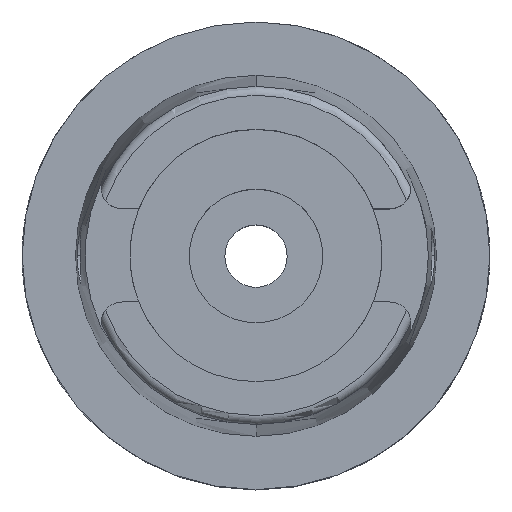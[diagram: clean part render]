
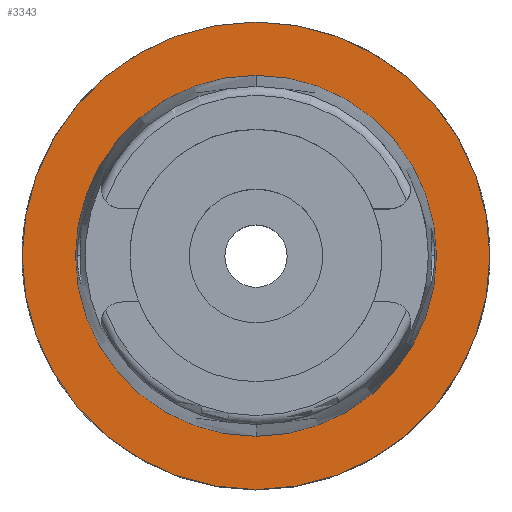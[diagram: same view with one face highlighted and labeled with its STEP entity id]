
A CAD part, top view. The second image highlights one B-rep face of the part: STEP entity #3343.
In plain terms, the highlighted planar face has unit normal (0, 0, 1).
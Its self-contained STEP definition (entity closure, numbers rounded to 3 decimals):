
#633=CARTESIAN_POINT('',(0.,0.,0.));
#634=DIRECTION('',(0.,0.,-1.));
#635=DIRECTION('',(0.,-1.,0.));
#636=AXIS2_PLACEMENT_3D('',#633,#634,#635);
#641=CARTESIAN_POINT('',(0.,0.,0.));
#642=DIRECTION('',(0.,0.,-1.));
#643=DIRECTION('',(0.,1.,0.));
#644=AXIS2_PLACEMENT_3D('',#641,#642,#643);
#649=CARTESIAN_POINT('',(0.,0.,0.));
#650=DIRECTION('',(0.,0.,1.));
#651=DIRECTION('',(0.,-1.,0.));
#652=AXIS2_PLACEMENT_3D('',#649,#650,#651);
#657=CARTESIAN_POINT('',(0.,0.,0.));
#658=DIRECTION('',(0.,0.,1.));
#659=DIRECTION('',(0.,1.,0.));
#660=AXIS2_PLACEMENT_3D('',#657,#658,#659);
#2659=CARTESIAN_POINT('',(0.,-24.315,0.));
#2660=VERTEX_POINT('',#2659);
#2661=CARTESIAN_POINT('',(0.,24.315,0.));
#2662=VERTEX_POINT('',#2661);
#2669=CARTESIAN_POINT('',(0.,-31.5,0.));
#2670=CARTESIAN_POINT('',(0.,31.5,0.));
#2671=VERTEX_POINT('',#2669);
#2672=VERTEX_POINT('',#2670);
#3328=CARTESIAN_POINT('',(0.,0.,0.));
#3329=DIRECTION('',(0.,0.,-1.));
#3330=DIRECTION('',(0.,-1.,0.));
#3331=AXIS2_PLACEMENT_3D('',#3328,#3329,#3330);
#3332=PLANE('',#3331);
#3334=ORIENTED_EDGE('',*,*,#3333,.T.);
#3336=ORIENTED_EDGE('',*,*,#3335,.T.);
#3337=EDGE_LOOP('',(#3334,#3336));
#3338=FACE_OUTER_BOUND('',#3337,.F.);
#3339=ORIENTED_EDGE('',*,*,#3201,.T.);
#3340=ORIENTED_EDGE('',*,*,#3302,.T.);
#3341=EDGE_LOOP('',(#3339,#3340));
#3342=FACE_BOUND('',#3341,.F.);
#637=CIRCLE('',#636,31.5);
#645=CIRCLE('',#644,31.5);
#653=CIRCLE('',#652,24.315);
#661=CIRCLE('',#660,24.315);
#3201=EDGE_CURVE('',#2660,#2662,#653,.T.);
#3302=EDGE_CURVE('',#2662,#2660,#661,.T.);
#3333=EDGE_CURVE('',#2671,#2672,#637,.T.);
#3335=EDGE_CURVE('',#2672,#2671,#645,.T.);
#3343=ADVANCED_FACE('',(#3338,#3342),#3332,.F.);
